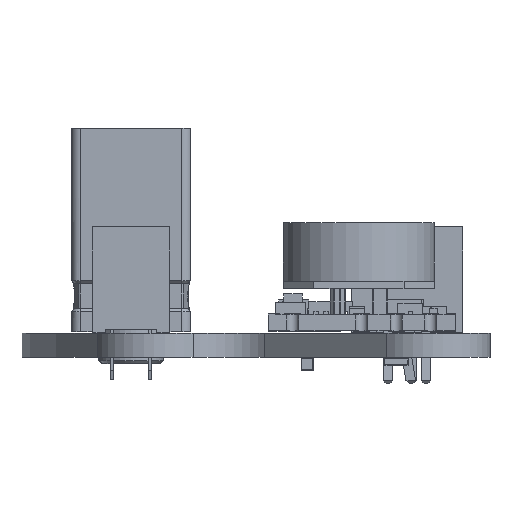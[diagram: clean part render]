
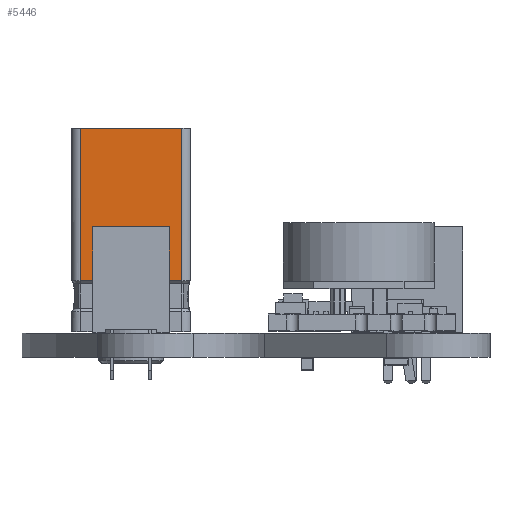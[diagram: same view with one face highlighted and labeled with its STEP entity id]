
A CAD part, left-side view. The second image highlights one B-rep face of the part: STEP entity #5446.
In plain terms, the highlighted planar face has unit normal (-1, 0, 0).
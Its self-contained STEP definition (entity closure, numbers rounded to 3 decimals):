
#4790 = VERTEX_POINT('',#4791);
#4791 = CARTESIAN_POINT('',(-7.65,-13.539,3.35));
#4810 = EDGE_CURVE('',#4790,#4811,#4813,.T.);
#4811 = VERTEX_POINT('',#4812);
#4812 = CARTESIAN_POINT('',(-7.65,-13.539,-3.35));
#4813 = LINE('',#4814,#4815);
#4814 = CARTESIAN_POINT('',(-7.65,-13.539,0.));
#4815 = VECTOR('',#4816,1.);
#4816 = DIRECTION('',(0.,0.,-1.));
#4942 = EDGE_CURVE('',#4943,#4790,#4945,.T.);
#4943 = VERTEX_POINT('',#4944);
#4944 = CARTESIAN_POINT('',(-7.65,-3.439,
    3.35));
#4945 = LINE('',#4946,#4947);
#4946 = CARTESIAN_POINT('',(-7.65,-0.039,3.35));
#4947 = VECTOR('',#4948,1.);
#4948 = DIRECTION('',(0.,-1.,0.));
#5446 = ADVANCED_FACE('',(#5447),#5465,.T.);
#5447 = FACE_BOUND('',#5448,.T.);
#5448 = EDGE_LOOP('',(#5449,#5457,#5458,#5459));
#5449 = ORIENTED_EDGE('',*,*,#5450,.T.);
#5450 = EDGE_CURVE('',#5451,#4811,#5453,.T.);
#5451 = VERTEX_POINT('',#5452);
#5452 = CARTESIAN_POINT('',(-7.65,-3.439,
    -3.35));
#5453 = LINE('',#5454,#5455);
#5454 = CARTESIAN_POINT('',(-7.65,-0.039,-3.35));
#5455 = VECTOR('',#5456,1.);
#5456 = DIRECTION('',(0.,-1.,0.));
#5457 = ORIENTED_EDGE('',*,*,#4810,.F.);
#5458 = ORIENTED_EDGE('',*,*,#4942,.F.);
#5459 = ORIENTED_EDGE('',*,*,#5460,.T.);
#5460 = EDGE_CURVE('',#4943,#5451,#5461,.T.);
#5461 = LINE('',#5462,#5463);
#5462 = CARTESIAN_POINT('',(-7.65,-3.439,3.95));
#5463 = VECTOR('',#5464,1.);
#5464 = DIRECTION('',(0.,0.,-1.));
#5465 = PLANE('',#5466);
#5466 = AXIS2_PLACEMENT_3D('',#5467,#5468,#5469);
#5467 = CARTESIAN_POINT('',(-7.65,-0.039,3.95));
#5468 = DIRECTION('',(-1.,0.,0.));
#5469 = DIRECTION('',(0.,0.,-1.));
